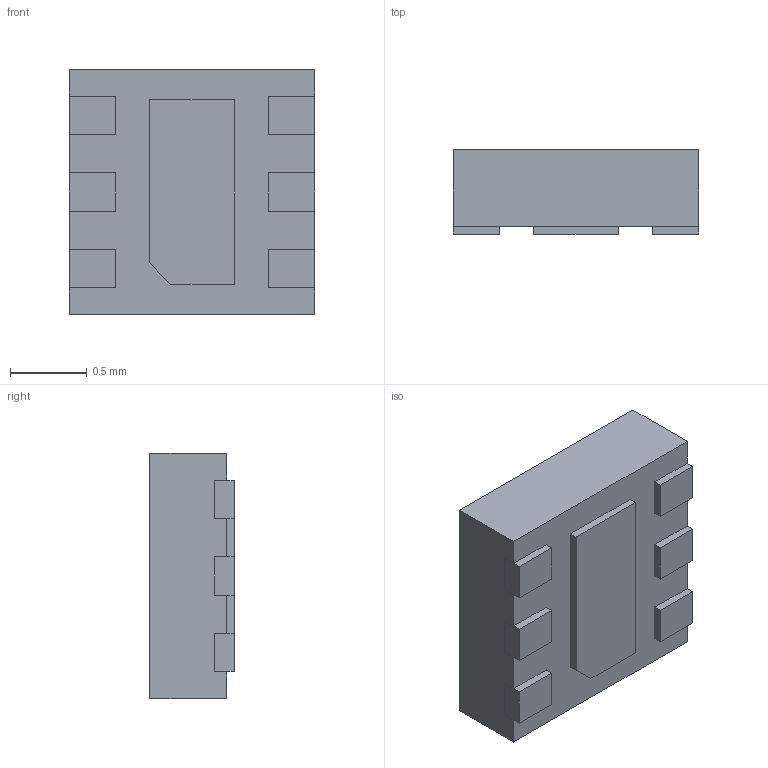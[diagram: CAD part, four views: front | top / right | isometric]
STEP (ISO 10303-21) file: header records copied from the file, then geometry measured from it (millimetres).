
FILE_DESCRIPTION (( 'STEP AP214' ), '1' );
FILE_NAME ('NUP3115UPMUTAG.STEP', '2022-07-18T20:26:54', ( '' ), ( '' ), 'SwSTEP 2.0', 'SolidWorks 2017', '' );
FILE_SCHEMA (( 'AUTOMOTIVE_DESIGN' ));
Length unit declared in the file: millimetre
Products named in the file (1): NUP3115UPMUTAG
Bounding box: 1.6 x 0.55 x 1.6 mm (x, y, z)
Volume: 1.3 mm3; surface area: 12.5 mm2
Topology: 9 solids, 9 shells, 86 faces, 198 edges, 132 vertices
Faces by surface type: plane 82, cylinder 4
Entity records: 2496 total; most frequent: CARTESIAN_POINT 417, ORIENTED_EDGE 396, DIRECTION 380, EDGE_CURVE 198, VECTOR 190, LINE 190, VERTEX_POINT 132, AXIS2_PLACEMENT_3D 95
